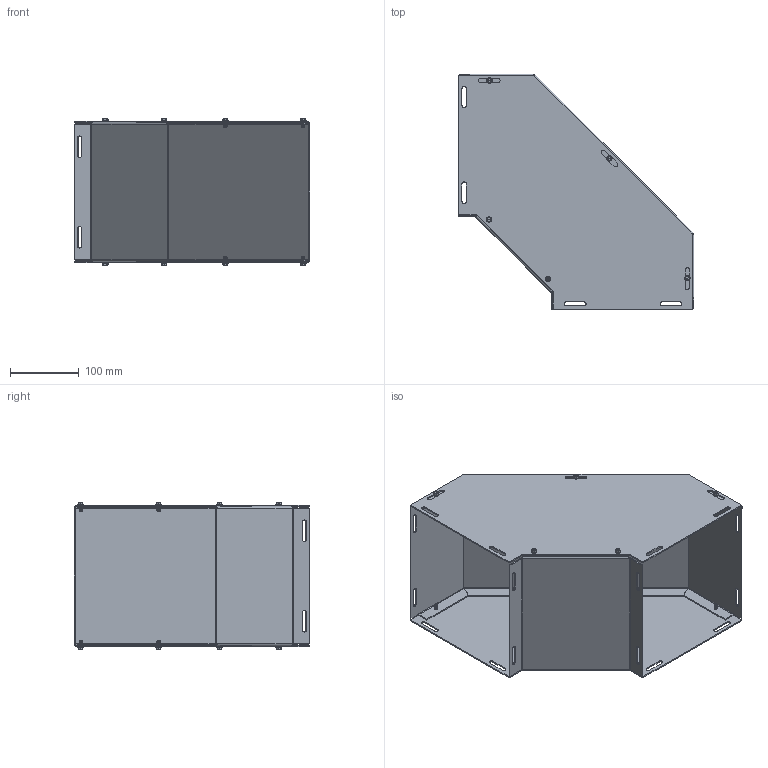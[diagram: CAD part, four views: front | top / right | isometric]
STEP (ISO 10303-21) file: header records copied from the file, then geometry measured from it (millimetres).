
FILE_DESCRIPTION(/* description */ ('90° SWEEP ELBOW WIREWAY FITTING, TOP & BTM, GALV., 8X8'),/* implementation_level */ '2;1');
FILE_NAME(/* name */ 'SL080890G.stp',/* time_stamp */ '2015-10-19T17:47:46+05:00',/* author */ ('schinnathambi'),/* organization */ (''),/* preprocessor_version */ 'ST-DEVELOPER v16.1',/* originating_system */ 'Autodesk Inventor 2016',/* authorisation */ '');
FILE_SCHEMA (('AUTOMOTIVE_DESIGN { 1 0 10303 214 3 1 1 }'));
Length unit declared in the file: inch
Products named in the file (5): SL080890GTB; SL080890GBK; SL080890GBKP; 372141; SL080890G
Assembly tree (14 placements, depth 2):
  SL080890G
    SL080890GTB  x2
    SL080890GBK
    SL080890GBKP
    372141  x10
Bounding box: 343.98 x 343.86 x 213.82 mm (x, y, z)
Volume: 610915.7 mm3; surface area: 664063.2 mm2
Topology: 14 solids, 14 shells, 1026 faces, 2438 edges, 1450 vertices
Faces by surface type: plane 426, cone 270, cylinder 202, torus 120, bspline 8
Full cylindrical faces by diameter (mm): 4.343 x10, 4.595 x80, 6.35 x4, 7.938 x10
Entity records: 9140 total; most frequent: CARTESIAN_POINT 1770, DIRECTION 1468, ORIENTED_EDGE 1376, EDGE_CURVE 688, AXIS2_PLACEMENT_3D 512, LINE 444, VECTOR 444, VERTEX_POINT 442
